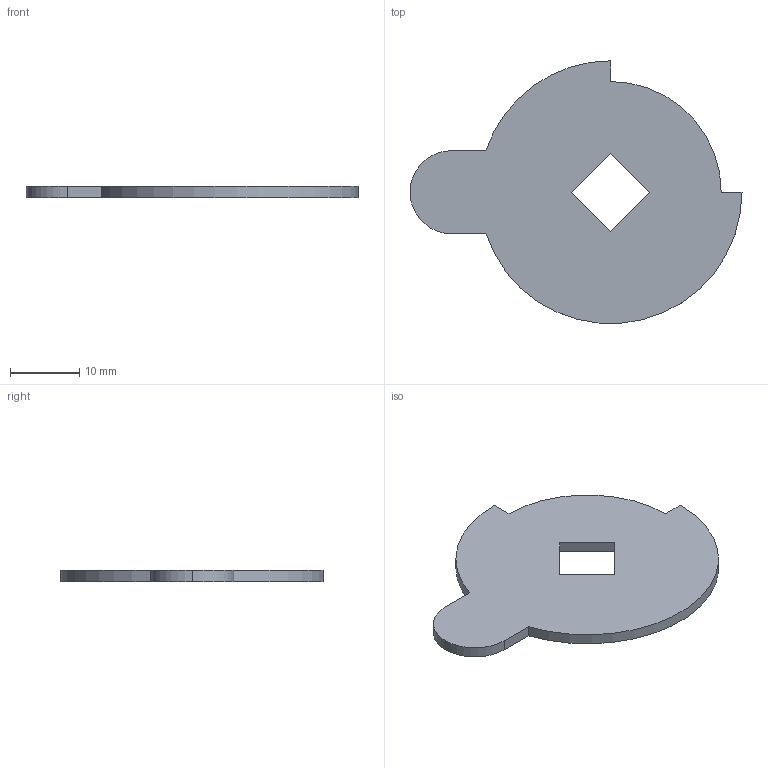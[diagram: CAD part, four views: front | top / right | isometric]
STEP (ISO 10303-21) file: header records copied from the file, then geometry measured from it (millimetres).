
FILE_DESCRIPTION (( 'STEP AP203' ), '1' );
FILE_NAME ('sone3D.STEP', '2013-08-05T08:08:53', ( '' ), ( '' ), 'SwSTEP 2.0', 'SolidWorks 2012', '' );
FILE_SCHEMA (( 'CONFIG_CONTROL_DESIGN' ));
Length unit declared in the file: millimetre
Products named in the file (1): sone3D
Bounding box: 48 x 37.94 x 1.6 mm (x, y, z)
Volume: 1753.7 mm3; surface area: 2462.9 mm2
Topology: 1 solids, 1 shells, 15 faces, 39 edges, 26 vertices
Faces by surface type: plane 10, cylinder 5
Entity records: 544 total; most frequent: CARTESIAN_POINT 81, DIRECTION 81, ORIENTED_EDGE 78, EDGE_CURVE 39, VECTOR 29, LINE 29, AXIS2_PLACEMENT_3D 26, VERTEX_POINT 26
